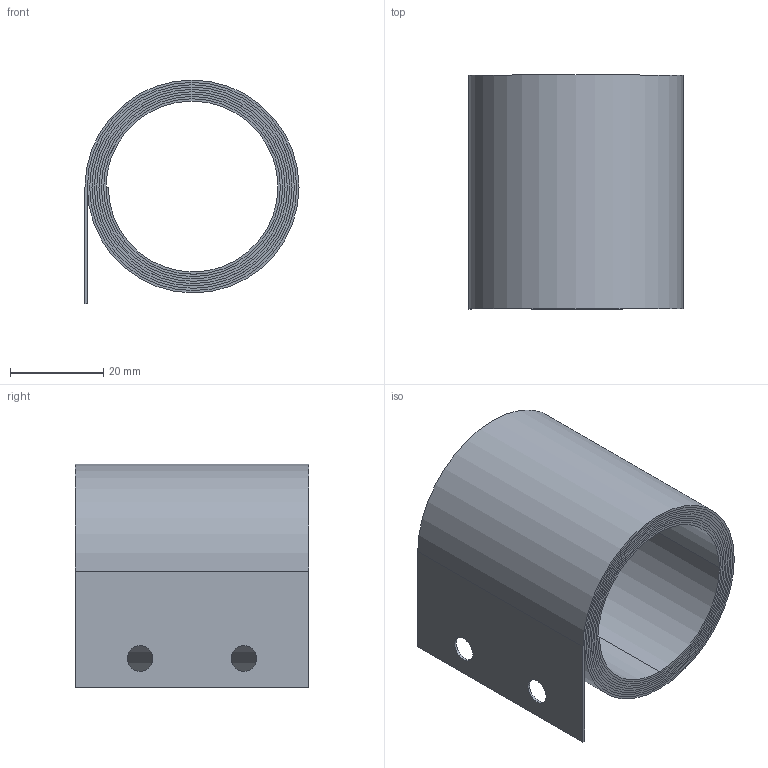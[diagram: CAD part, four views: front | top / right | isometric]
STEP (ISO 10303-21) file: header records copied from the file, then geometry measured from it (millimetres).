
FILE_DESCRIPTION (( 'STEP AP203' ), '1' );
FILE_NAME ('CN11411005_Spring.STEP', '2020-11-25T07:17:32', ( '' ), ( '' ), 'SwSTEP 2.0', 'SolidWorks 2020', '' );
FILE_SCHEMA (( 'CONFIG_CONTROL_DESIGN' ));
Length unit declared in the file: millimetre
Products named in the file (1): CN11411005_Spring
Bounding box: 45.8 x 50 x 47.89 mm (x, y, z)
Volume: 29557.7 mm3; surface area: 119718.2 mm2
Topology: 1 solids, 1 shells, 64 faces, 186 edges, 124 vertices
Faces by surface type: cylinder 58, plane 6
Entity records: 2271 total; most frequent: DIRECTION 432, CARTESIAN_POINT 375, ORIENTED_EDGE 372, EDGE_CURVE 186, AXIS2_PLACEMENT_3D 181, VERTEX_POINT 124, CIRCLE 116, LINE 70
